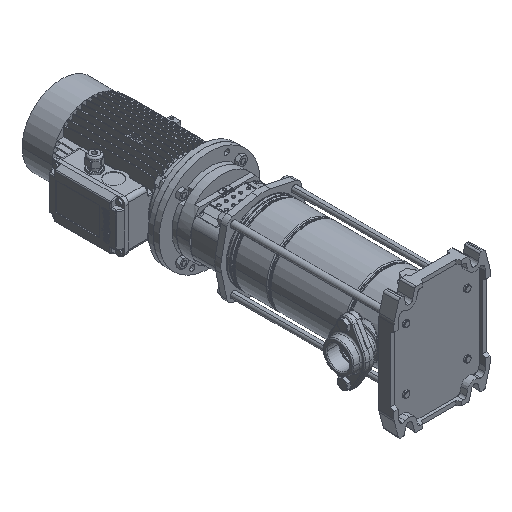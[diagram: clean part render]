
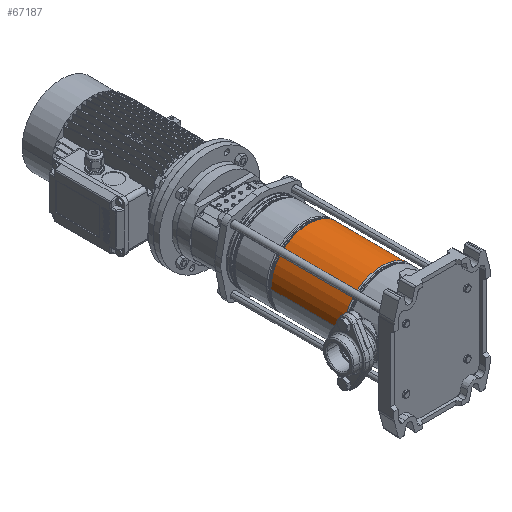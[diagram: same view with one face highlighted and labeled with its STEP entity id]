
A CAD part, isometric view. The second image highlights one B-rep face of the part: STEP entity #67187.
In plain terms, the highlighted cylindrical face has radius 74.9 mm (diameter 149.8 mm), a partial arc.
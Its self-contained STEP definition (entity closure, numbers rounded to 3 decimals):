
#201 = DIRECTION ( 'NONE',  ( 1., 0., 0. ) ) ;
#731 = AXIS2_PLACEMENT_3D ( 'NONE', #45514, #1295, #201 ) ;
#1295 = DIRECTION ( 'NONE',  ( 0., 0., 1. ) ) ;
#3414 = FACE_OUTER_BOUND ( 'NONE', #10013, .T. ) ;
#6255 = DIRECTION ( 'NONE',  ( 0., 0., -1. ) ) ;
#7663 = ORIENTED_EDGE ( 'NONE', *, *, #45618, .T. ) ;
#10013 = EDGE_LOOP ( 'NONE', ( #24190, #20217, #7663, #46241 ) ) ;
#10133 = AXIS2_PLACEMENT_3D ( 'NONE', #15417, #32534, #55165 ) ;
#11687 = CARTESIAN_POINT ( 'NONE',  ( -74.9, 0., 86.779 ) ) ;
#14197 = CYLINDRICAL_SURFACE ( 'NONE', #57441, 74.9 ) ;
#15417 = CARTESIAN_POINT ( 'NONE',  ( 0., 0., 231.221 ) ) ;
#17396 = LINE ( 'NONE', #34868, #46133 ) ;
#19045 = CARTESIAN_POINT ( 'NONE',  ( -74.9, 0., 231.221 ) ) ;
#20217 = ORIENTED_EDGE ( 'NONE', *, *, #33147, .T. ) ;
#24190 = ORIENTED_EDGE ( 'NONE', *, *, #27570, .F. ) ;
#27570 = EDGE_CURVE ( 'NONE', #33575, #32997, #30947, .T. ) ;
#29417 = CARTESIAN_POINT ( 'NONE',  ( 74.9, 0., 231.221 ) ) ;
#30947 = LINE ( 'NONE', #42437, #36003 ) ;
#32534 = DIRECTION ( 'NONE',  ( 0., 0., -1. ) ) ;
#32997 = VERTEX_POINT ( 'NONE', #72233 ) ;
#33147 = EDGE_CURVE ( 'NONE', #33575, #45322, #42146, .T. ) ;
#33575 = VERTEX_POINT ( 'NONE', #29417 ) ;
#34868 = CARTESIAN_POINT ( 'NONE',  ( -74.9, 0., 0. ) ) ;
#36003 = VECTOR ( 'NONE', #65428, 1000. ) ;
#36865 = DIRECTION ( 'NONE',  ( 0., 0., -1. ) ) ;
#42146 = CIRCLE ( 'NONE', #10133, 74.9 ) ;
#42437 = CARTESIAN_POINT ( 'NONE',  ( 74.9, 0., 0. ) ) ;
#43243 = EDGE_CURVE ( 'NONE', #69567, #32997, #57712, .T. ) ;
#45322 = VERTEX_POINT ( 'NONE', #19045 ) ;
#45514 = CARTESIAN_POINT ( 'NONE',  ( 0., 0., 86.779 ) ) ;
#45618 = EDGE_CURVE ( 'NONE', #45322, #69567, #17396, .T. ) ;
#46133 = VECTOR ( 'NONE', #6255, 1000. ) ;
#46241 = ORIENTED_EDGE ( 'NONE', *, *, #43243, .T. ) ;
#48742 = CARTESIAN_POINT ( 'NONE',  ( 0., 0., 0. ) ) ;
#55165 = DIRECTION ( 'NONE',  ( 1., 0., 0. ) ) ;
#57441 = AXIS2_PLACEMENT_3D ( 'NONE', #48742, #36865, #71371 ) ;
#57712 = CIRCLE ( 'NONE', #731, 74.9 ) ;
#65428 = DIRECTION ( 'NONE',  ( 0., 0., -1. ) ) ;
#67187 = ADVANCED_FACE ( 'NONE', ( #3414 ), #14197, .T. ) ;
#69567 = VERTEX_POINT ( 'NONE', #11687 ) ;
#71371 = DIRECTION ( 'NONE',  ( -1., 0., 0. ) ) ;
#72233 = CARTESIAN_POINT ( 'NONE',  ( 74.9, 0., 86.779 ) ) ;
